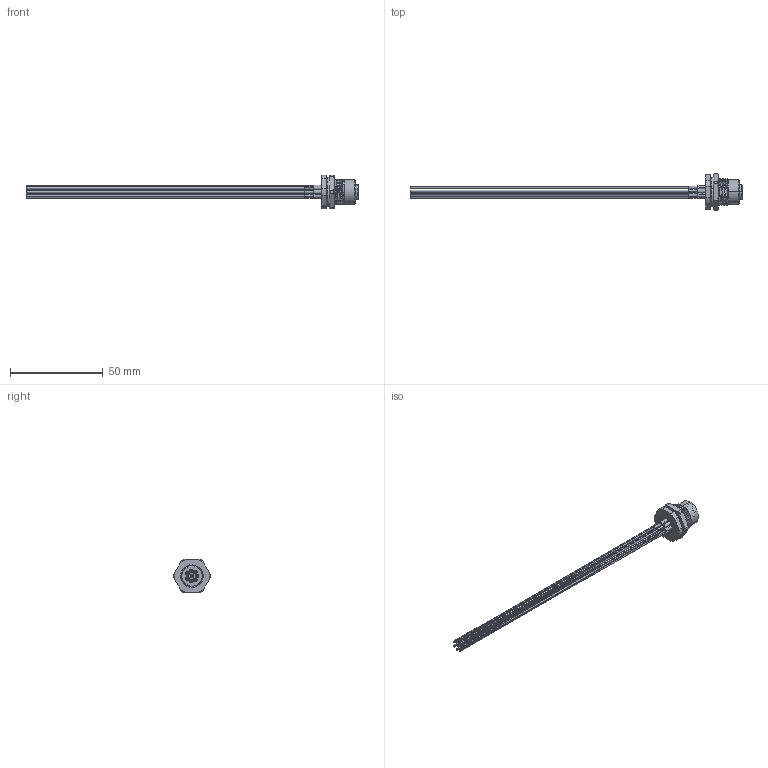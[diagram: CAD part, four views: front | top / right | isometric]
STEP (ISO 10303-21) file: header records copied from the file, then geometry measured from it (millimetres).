
FILE_DESCRIPTION (( 'STEP AP203' ), '1' );
FILE_NAME ('10-05263_revA.STEP', '2023-04-03T23:59:19', ( '' ), ( '' ), 'SwSTEP 2.0', 'SolidWorks 2021', '' );
FILE_SCHEMA (( 'CONFIG_CONTROL_DESIGN' ));
Length unit declared in the file: millimetre
Products named in the file (17): 54-00244-01___; 30-01765_blunt cut; 54-00244-03___; 30-01763_blunt cut; 30-01769_blunt cut; 54-00244-04___; 54-00244-06___; 54-00244; 10-05263_revA; 54-00244-05___; 30-01766_blunt cut; 30-01767_blunt cut; 30-01762_blunt cut; 30-01768_blunt cut; 30-01764_blunt cut; 54-00244-02___; Heat shrink
Assembly tree (30 placements, depth 3):
  10-05263_revA
    54-00244
      54-00244-01___
      54-00244-02___
      54-00244-03___  x8
      54-00244-06___
      54-00244-05___
      54-00244-04___
    30-01762_blunt cut
    Heat shrink  x8
    30-01764_blunt cut
    30-01763_blunt cut
    30-01765_blunt cut
    30-01766_blunt cut
    30-01767_blunt cut
    30-01768_blunt cut
    30-01769_blunt cut
Bounding box: 179 x 19.99 x 18 mm (x, y, z)
Volume: 4085.1 mm3; surface area: 35067.1 mm2
Topology: 349 solids, 349 shells, 2956 faces, 6459 edges, 4226 vertices
Faces by surface type: cylinder 1634, plane 931, torus 155, bspline 124, cone 112
Entity records: 80008 total; most frequent: CARTESIAN_POINT 25661, DIRECTION 11921, ORIENTED_EDGE 9628, AXIS2_PLACEMENT_3D 5170, EDGE_CURVE 4814, VERTEX_POINT 3190, EDGE_LOOP 2982, CIRCLE 2885
